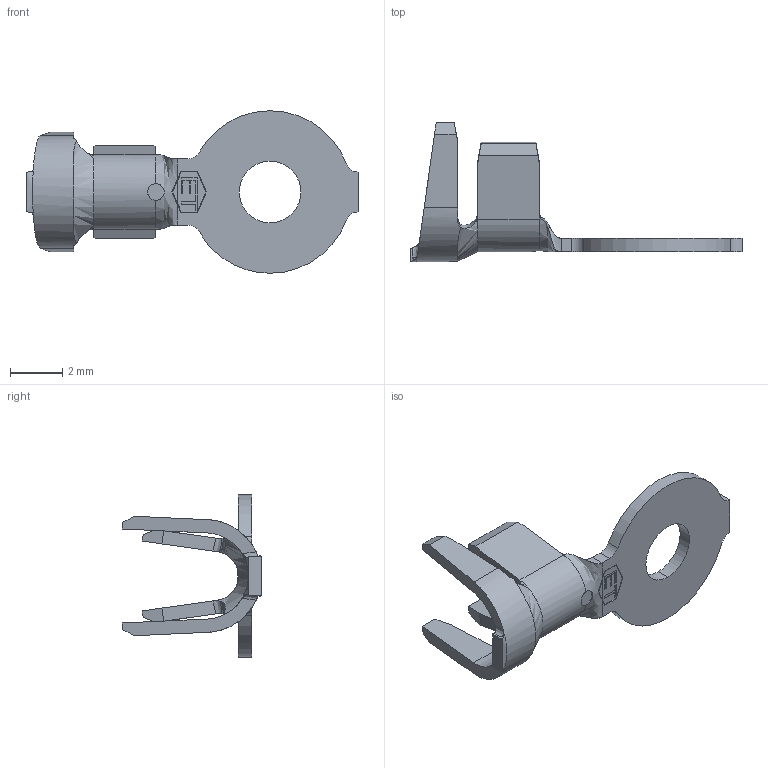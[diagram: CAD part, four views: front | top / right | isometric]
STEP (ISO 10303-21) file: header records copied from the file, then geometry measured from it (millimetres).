
FILE_DESCRIPTION (( 'STEP AP203' ), '1' );
FILE_NAME ('00335.STEP', '2015-02-06T19:50:46', ( '' ), ( '' ), 'SwSTEP 2.0', 'SolidWorks 2014', '' );
FILE_SCHEMA (( 'CONFIG_CONTROL_DESIGN' ));
Length unit declared in the file: inch
Products named in the file (1): 00335
Bounding box: 12.71 x 5.33 x 6.22 mm (x, y, z)
Volume: 34.7 mm3; surface area: 177 mm2
Topology: 1 solids, 1 shells, 133 faces, 360 edges, 232 vertices
Faces by surface type: plane 89, bspline 21, cylinder 19, cone 4
Entity records: 4630 total; most frequent: CARTESIAN_POINT 1392, ORIENTED_EDGE 720, DIRECTION 557, EDGE_CURVE 360, LINE 253, VECTOR 253, VERTEX_POINT 232, AXIS2_PLACEMENT_3D 152
